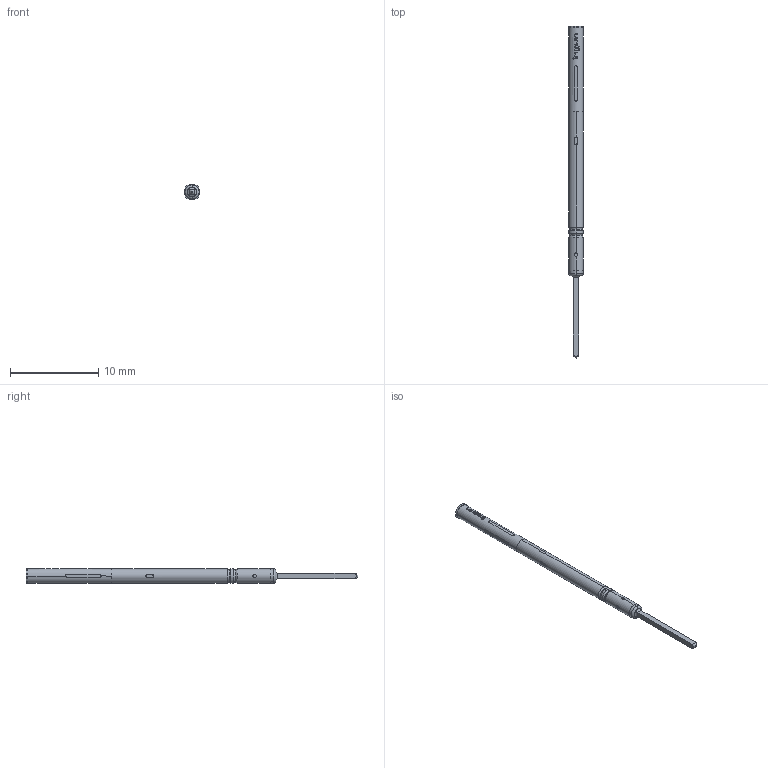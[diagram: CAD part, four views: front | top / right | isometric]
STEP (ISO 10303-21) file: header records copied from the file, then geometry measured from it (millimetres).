
FILE_DESCRIPTION (( 'STEP AP203' ), '1' );
FILE_NAME ('INGUN_KS-100_47_05.STEP', '2022-02-09T05:11:51', ( 'ochi' ), ( '' ), 'SwSTEP 2.0', 'SolidWorks 2018', '' );
FILE_SCHEMA (( 'CONFIG_CONTROL_DESIGN' ));
Length unit declared in the file: millimetre
Products named in the file (1): INGUN_KS-100_47_05
Bounding box: 1.8 x 37.6 x 1.8 mm (x, y, z)
Volume: 63.8 mm3; surface area: 174.5 mm2
Topology: 1 solids, 1 shells, 149 faces, 366 edges, 234 vertices
Faces by surface type: bspline 62, cylinder 42, plane 33, torus 10, cone 2
Entity records: 6026 total; most frequent: CARTESIAN_POINT 3083, ORIENTED_EDGE 732, EDGE_CURVE 366, DIRECTION 348, VERTEX_POINT 234, B_SPLINE_CURVE_WITH_KNOTS 232, EDGE_LOOP 164, FACE_OUTER_BOUND 149
